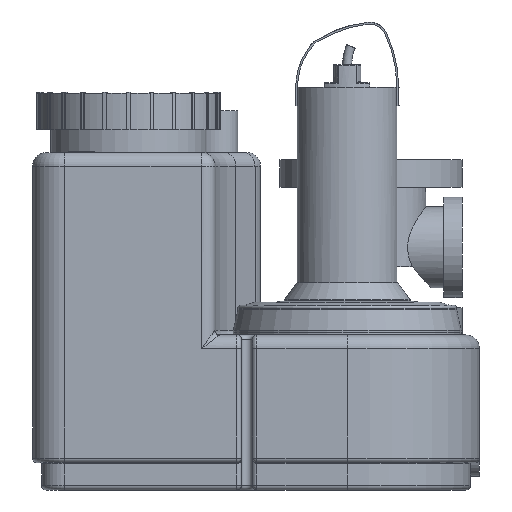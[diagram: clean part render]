
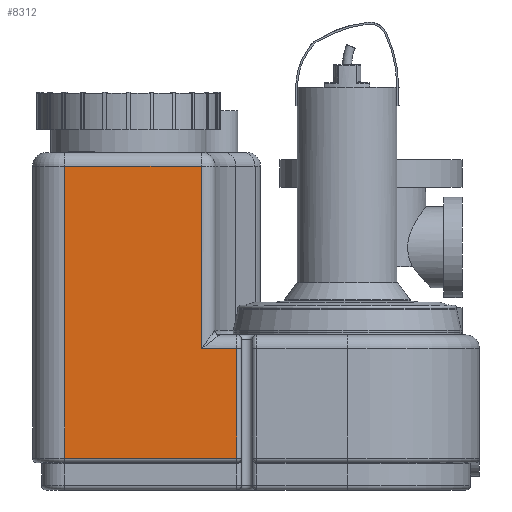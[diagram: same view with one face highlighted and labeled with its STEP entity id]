
A CAD part, left-side view. The second image highlights one B-rep face of the part: STEP entity #8312.
In plain terms, the highlighted planar face has unit normal (-1, 0, 0).
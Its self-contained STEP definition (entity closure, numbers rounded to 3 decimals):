
#284=PLANE('',#9188);
#856=LINE('',#14016,#1537);
#860=LINE('',#14027,#1541);
#927=LINE('',#14530,#1608);
#928=LINE('',#14534,#1609);
#929=LINE('',#14536,#1610);
#930=LINE('',#14537,#1611);
#1537=VECTOR('',#11026,10.);
#1541=VECTOR('',#11038,10.);
#1608=VECTOR('',#11329,10.);
#1609=VECTOR('',#11334,10.);
#1610=VECTOR('',#11335,10.);
#1611=VECTOR('',#11336,10.);
#2320=FACE_OUTER_BOUND('',#2857,.T.);
#2857=EDGE_LOOP('',(#7216,#7217,#7218,#7219,#7220,#7221));
#4081=VERTEX_POINT('',#13991);
#4086=VERTEX_POINT('',#14004);
#4092=VERTEX_POINT('',#14025);
#4149=VERTEX_POINT('',#14529);
#4150=VERTEX_POINT('',#14533);
#4151=VERTEX_POINT('',#14535);
#5108=EDGE_CURVE('',#4086,#4081,#856,.T.);
#5114=EDGE_CURVE('',#4081,#4092,#860,.T.);
#5239=EDGE_CURVE('',#4092,#4149,#927,.T.);
#5241=EDGE_CURVE('',#4150,#4086,#928,.T.);
#5242=EDGE_CURVE('',#4151,#4150,#929,.T.);
#5243=EDGE_CURVE('',#4149,#4151,#930,.T.);
#7216=ORIENTED_EDGE('',*,*,#5114,.F.);
#7217=ORIENTED_EDGE('',*,*,#5108,.F.);
#7218=ORIENTED_EDGE('',*,*,#5241,.F.);
#7219=ORIENTED_EDGE('',*,*,#5242,.F.);
#7220=ORIENTED_EDGE('',*,*,#5243,.F.);
#7221=ORIENTED_EDGE('',*,*,#5239,.F.);
#8312=ADVANCED_FACE('',(#2320),#284,.T.);
#9188=AXIS2_PLACEMENT_3D('',#14532,#11332,#11333);
#11026=DIRECTION('',(0.,0.,-1.));
#11038=DIRECTION('',(0.,1.,0.));
#11329=DIRECTION('',(0.,0.,1.));
#11332=DIRECTION('center_axis',(-1.,0.,0.));
#11333=DIRECTION('ref_axis',(0.,0.,1.));
#11334=DIRECTION('',(0.,-1.,0.));
#11335=DIRECTION('',(0.,0.,-1.));
#11336=DIRECTION('',(0.,-1.,0.));
#13991=CARTESIAN_POINT('',(-245.,-224.,35.));
#14004=CARTESIAN_POINT('',(-245.,-224.,155.));
#14016=CARTESIAN_POINT('',(-245.,-224.,85.));
#14025=CARTESIAN_POINT('',(-245.,-35.,35.));
#14027=CARTESIAN_POINT('',(-245.,-289.059,35.));
#14529=CARTESIAN_POINT('',(-245.,-35.,355.));
#14530=CARTESIAN_POINT('',(-245.,-35.,0.));
#14532=CARTESIAN_POINT('Origin',(-245.,-345.,0.));
#14533=CARTESIAN_POINT('',(-245.,-185.,155.));
#14534=CARTESIAN_POINT('',(-245.,-289.059,155.));
#14535=CARTESIAN_POINT('',(-245.,-185.,355.));
#14536=CARTESIAN_POINT('',(-245.,-185.,85.));
#14537=CARTESIAN_POINT('',(-245.,-231.225,355.));
